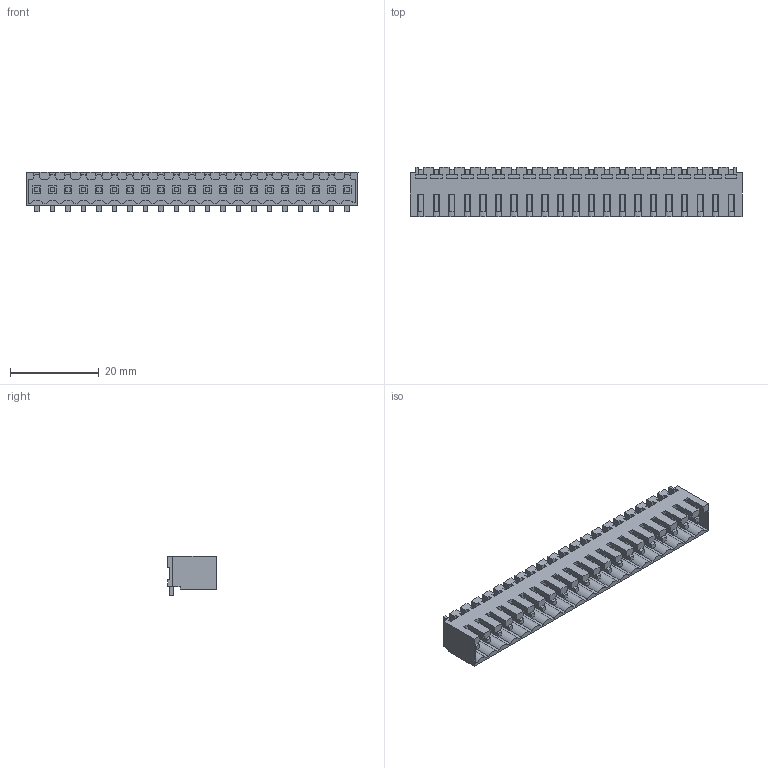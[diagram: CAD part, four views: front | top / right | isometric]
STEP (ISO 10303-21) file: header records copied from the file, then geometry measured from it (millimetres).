
FILE_DESCRIPTION(('CATIA V5 STEP Exchange','CAx-IF Rec.Pracs.--- Model Styling and Organization---1.2---2011-12-15'),'2;1');
FILE_NAME ('D1455631_0_1761732001_1761732001.stp','2018-03-10T13:23:15+00:00',('none'),('Weidmueller'),'CATIA Version 5-6 Release 2014','CATIA V5 STEP AP214','none');
FILE_SCHEMA(('AUTOMOTIVE_DESIGN { 1 0 10303 214 1 1 1 1 }'));
Length unit declared in the file: millimetre
Products named in the file (1): 1761732001
Bounding box: 74.9 x 11.05 x 8.95 mm (x, y, z)
Volume: 2462.4 mm3; surface area: 6756.9 mm2
Topology: 22 solids, 22 shells, 1167 faces, 3444 edges, 2342 vertices
Faces by surface type: plane 1146, cylinder 21
Entity records: 36483 total; most frequent: ORIENTED_EDGE 6888, CARTESIAN_POINT 6380, DIRECTION 4630, EDGE_CURVE 3444, VECTOR 3402, LINE 3402, VERTEX_POINT 2342, EDGE_LOOP 1230
